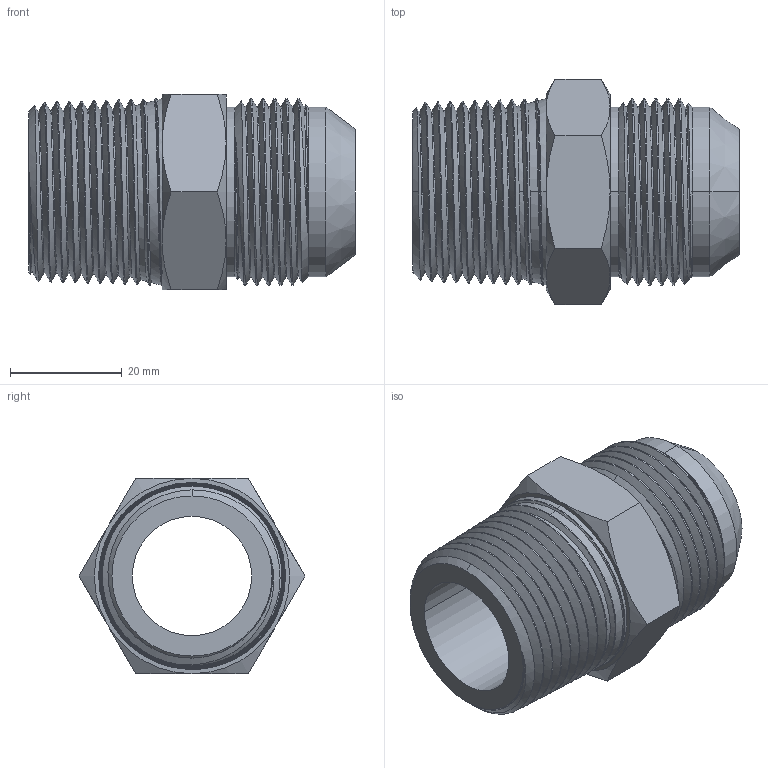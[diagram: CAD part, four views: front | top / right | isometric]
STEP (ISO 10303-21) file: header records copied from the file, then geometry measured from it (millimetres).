
FILE_DESCRIPTION (( 'STEP AP203' ), '1' );
FILE_NAME ('50715K168_37 Degree Flared Fitting for Stainless Steel Tubing.STEP', '2021-09-10T14:36:59', ( 'Administrator' ), ( 'Managed by Terraform' ), 'SwSTEP 2.0', 'SolidWorks 2017', '' );
FILE_SCHEMA (( 'CONFIG_CONTROL_DESIGN' ));
Length unit declared in the file: inch
Products named in the file (1): 50715K168_37 Degree Flared Fitting for Stainless Steel Tubing
Bounding box: 58.42 x 40.33 x 34.92 mm (x, y, z)
Volume: 26130.9 mm3; surface area: 13224.6 mm2
Topology: 1 solids, 1 shells, 83 faces, 216 edges, 137 vertices
Faces by surface type: cone 50, cylinder 17, plane 10, bspline 6
Entity records: 11248 total; most frequent: CARTESIAN_POINT 9393, ORIENTED_EDGE 432, DIRECTION 286, EDGE_CURVE 216, VERTEX_POINT 137, AXIS2_PLACEMENT_3D 114, B_SPLINE_CURVE_WITH_KNOTS 98, EDGE_LOOP 87
